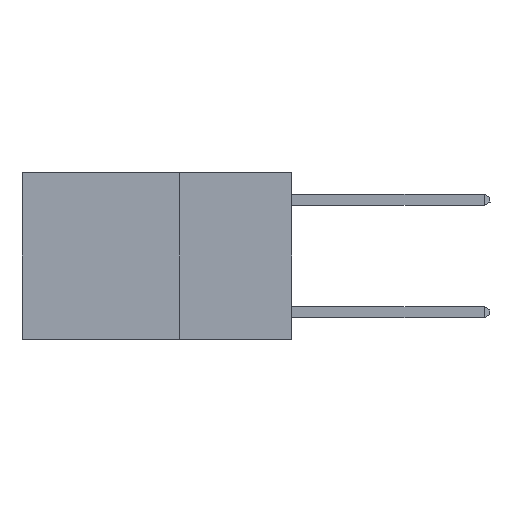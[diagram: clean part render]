
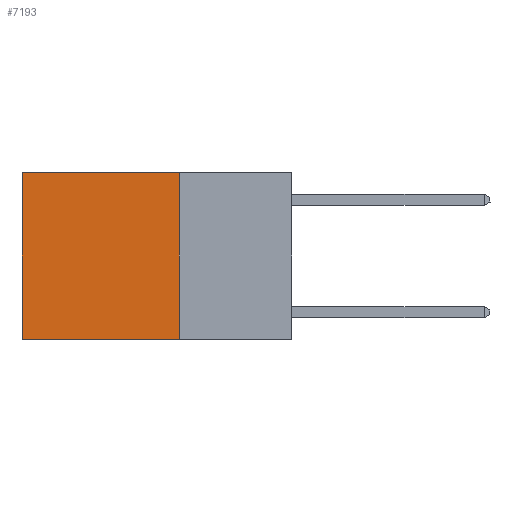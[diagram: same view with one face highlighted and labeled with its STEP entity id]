
A CAD part, left-side view. The second image highlights one B-rep face of the part: STEP entity #7193.
In plain terms, the highlighted planar face has unit normal (-1, 0, 0).
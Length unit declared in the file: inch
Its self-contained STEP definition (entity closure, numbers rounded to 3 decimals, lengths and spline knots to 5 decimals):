
#16 = AXIS2_PLACEMENT_3D ( 'NONE', #9587, #8862, #8819 ) ;
#39 = LINE ( 'NONE', #10377, #4034 ) ;
#153 = DIRECTION ( 'NONE',  ( 0., 0., -1. ) ) ;
#273 = EDGE_LOOP ( 'NONE', ( #8331, #3170, #7270, #4158 ) ) ;
#376 = LINE ( 'NONE', #5624, #9592 ) ;
#779 = FACE_OUTER_BOUND ( 'NONE', #273, .T. ) ;
#1153 = LINE ( 'NONE', #2190, #10134 ) ;
#2190 = CARTESIAN_POINT ( 'NONE',  ( 0.2625, 0.25, -0.37 ) ) ;
#2430 = VERTEX_POINT ( 'NONE', #3279 ) ;
#2938 = PLANE ( 'NONE',  #16 ) ;
#3069 = DIRECTION ( 'NONE',  ( 0., 1., 0. ) ) ;
#3170 = ORIENTED_EDGE ( 'NONE', *, *, #7308, .F. ) ;
#3279 = CARTESIAN_POINT ( 'NONE',  ( 0.2625, 0.25, -0.37 ) ) ;
#3379 = VERTEX_POINT ( 'NONE', #8706 ) ;
#4034 = VECTOR ( 'NONE', #153, 39.37008 ) ;
#4158 = ORIENTED_EDGE ( 'NONE', *, *, #6755, .T. ) ;
#4576 = CARTESIAN_POINT ( 'NONE',  ( 0.2625, 0.25, 0. ) ) ;
#5074 = CARTESIAN_POINT ( 'NONE',  ( 0.2625, 0.25, 0. ) ) ;
#5624 = CARTESIAN_POINT ( 'NONE',  ( 0.2625, 0.25, 0. ) ) ;
#5842 = EDGE_CURVE ( 'NONE', #3379, #6527, #39, .T. ) ;
#5927 = DIRECTION ( 'NONE',  ( 0., 0., -1. ) ) ;
#6527 = VERTEX_POINT ( 'NONE', #6870 ) ;
#6755 = EDGE_CURVE ( 'NONE', #7199, #3379, #376, .T. ) ;
#6870 = CARTESIAN_POINT ( 'NONE',  ( 0.2625, 0.6, -0.37 ) ) ;
#6911 = VECTOR ( 'NONE', #5927, 39.37008 ) ;
#7193 = ADVANCED_FACE ( 'NONE', ( #779 ), #2938, .F. ) ;
#7199 = VERTEX_POINT ( 'NONE', #4576 ) ;
#7270 = ORIENTED_EDGE ( 'NONE', *, *, #10604, .F. ) ;
#7308 = EDGE_CURVE ( 'NONE', #2430, #6527, #1153, .T. ) ;
#8331 = ORIENTED_EDGE ( 'NONE', *, *, #5842, .T. ) ;
#8706 = CARTESIAN_POINT ( 'NONE',  ( 0.2625, 0.6, 0. ) ) ;
#8819 = DIRECTION ( 'NONE',  ( 0., 0., -1. ) ) ;
#8862 = DIRECTION ( 'NONE',  ( 1., 0., 0. ) ) ;
#9587 = CARTESIAN_POINT ( 'NONE',  ( 0.2625, 0.25, 0. ) ) ;
#9592 = VECTOR ( 'NONE', #3069, 39.37008 ) ;
#9884 = DIRECTION ( 'NONE',  ( 0., 1., 0. ) ) ;
#10105 = LINE ( 'NONE', #5074, #6911 ) ;
#10134 = VECTOR ( 'NONE', #9884, 39.37008 ) ;
#10377 = CARTESIAN_POINT ( 'NONE',  ( 0.2625, 0.6, 0. ) ) ;
#10604 = EDGE_CURVE ( 'NONE', #7199, #2430, #10105, .T. ) ;
